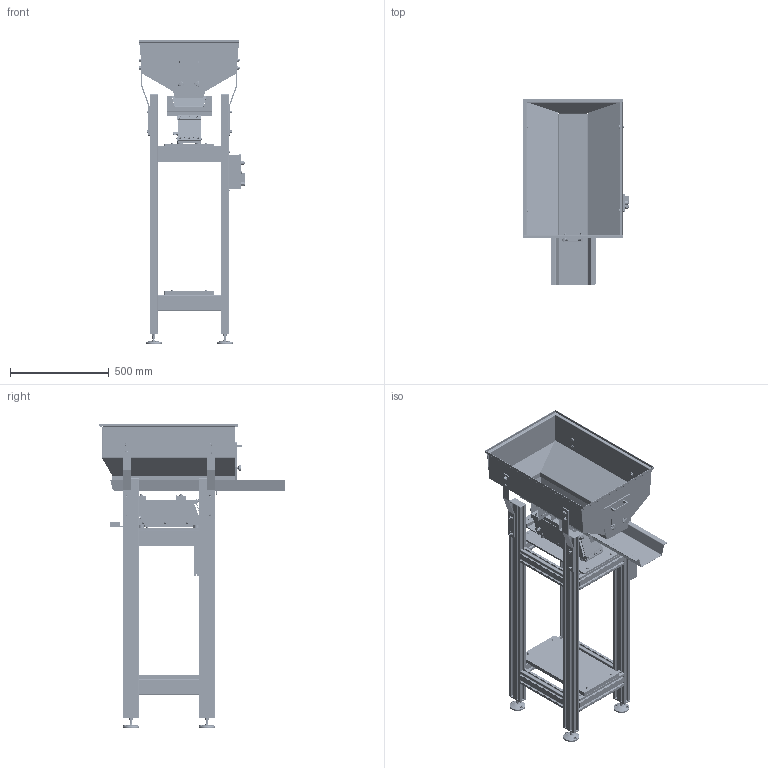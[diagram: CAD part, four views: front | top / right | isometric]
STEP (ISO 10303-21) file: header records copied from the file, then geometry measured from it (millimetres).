
FILE_DESCRIPTION(/* description */ (''),/* implementation_level */ '2;1');
FILE_NAME(/* name */ 'HF-75.stp',/* time_stamp */ '2022-01-19T11:47:15+00:00',/* author */ ('Sandfield Engineering'),/* organization */ ('Sandfield Engineering'),/* preprocessor_version */ 'ST-DEVELOPER v18.1',/* originating_system */ 'Autodesk Inventor 2021',/* authorisation */ '');
FILE_SCHEMA (('AUTOMOTIVE_DESIGN { 1 0 10303 214 3 1 1 }'));
Products named in the file (1): HF-75
Bounding box: 538.75 x 939.04 x 1542.1 mm (x, y, z)
Volume: 23839473.4 mm3; surface area: 9242207.2 mm2
Topology: 6 solids, 18 shells, 9879 faces, 28064 edges, 18417 vertices
Faces by surface type: plane 6627, cylinder 2633, cone 307, bspline 135, torus 131, sphere 46
Full cylindrical faces by diameter (mm): 1 x6, 1.5 x19, 2.5 x184, 4 x1, 4.8 x1, 4.917 x4, 5 x22, 5.3 x1, 6 x33, 6.2 x8, 6.4 x18, 6.6 x22, 6.8 x4, 7 x10, 7.4 x8, 7.5 x1, 7.6 x1, 8 x9, 8.4 x8, 8.5 x2, 9 x29, 9.2 x4, 9.5 x3, 9.976 x5, 10 x33, 10.376 x6, 10.5 x6, 11.6 x4, 12 x16, 12.5 x4
Entity records: 340771 total; most frequent: CARTESIAN_POINT 80579, ORIENTED_EDGE 55946, DIRECTION 53515, EDGE_CURVE 27989, VERTEX_POINT 18417, LINE 18197, VECTOR 18197, AXIS2_PLACEMENT_3D 17659
